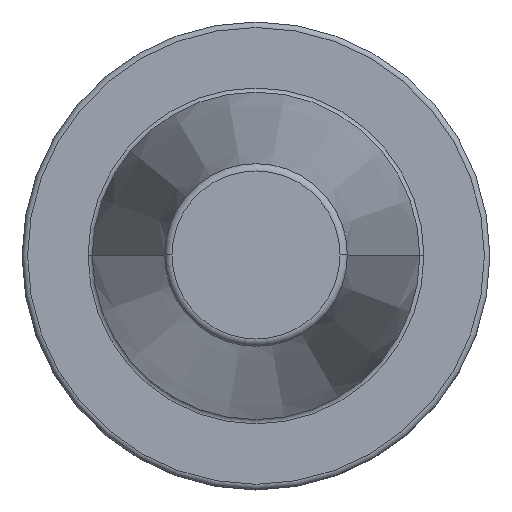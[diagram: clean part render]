
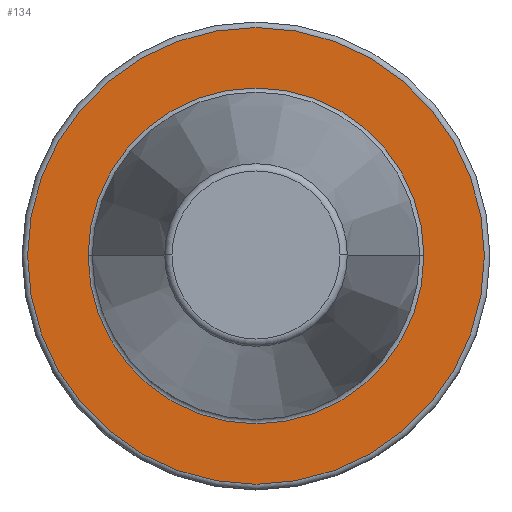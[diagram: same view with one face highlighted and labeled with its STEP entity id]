
A CAD part, top view. The second image highlights one B-rep face of the part: STEP entity #134.
In plain terms, the highlighted planar face has unit normal (0, 0, 1).
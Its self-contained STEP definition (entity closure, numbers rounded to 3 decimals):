
#97=PLANE('',#1089);
#122=FACE_BOUND('',#274,.T.);
#123=FACE_BOUND('',#275,.T.);
#134=ADVANCED_FACE('',(#122,#123),#97,.T.);
#274=EDGE_LOOP('',(#406));
#275=EDGE_LOOP('',(#407,#408));
#345=CIRCLE('',#1086,31.);
#346=CIRCLE('',#1087,22.79);
#347=CIRCLE('',#1088,22.79);
#406=ORIENTED_EDGE('',*,*,#797,.T.);
#407=ORIENTED_EDGE('',*,*,#798,.F.);
#408=ORIENTED_EDGE('',*,*,#799,.F.);
#702=VERTEX_POINT('',#1524);
#703=VERTEX_POINT('',#1526);
#704=VERTEX_POINT('',#1527);
#797=EDGE_CURVE('',#702,#702,#345,.T.);
#798=EDGE_CURVE('',#703,#704,#346,.T.);
#799=EDGE_CURVE('',#704,#703,#347,.T.);
#1086=AXIS2_PLACEMENT_3D('',#1523,#1223,#1224);
#1087=AXIS2_PLACEMENT_3D('',#1525,#1225,#1226);
#1088=AXIS2_PLACEMENT_3D('',#1528,#1227,#1228);
#1089=AXIS2_PLACEMENT_3D('',#1529,#1229,#1230);
#1223=DIRECTION('',(0.,0.,1.));
#1224=DIRECTION('',(1.,0.,0.));
#1225=DIRECTION('',(0.,0.,1.));
#1226=DIRECTION('',(1.,0.,0.));
#1227=DIRECTION('',(0.,0.,1.));
#1228=DIRECTION('',(1.,0.,0.));
#1229=DIRECTION('',(0.,0.,1.));
#1230=DIRECTION('',(-1.,0.,0.));
#1523=CARTESIAN_POINT('',(0.,0.,-3.2));
#1524=CARTESIAN_POINT('',(31.,0.,-3.2));
#1525=CARTESIAN_POINT('',(0.,0.,-3.2));
#1526=CARTESIAN_POINT('',(22.79,0.,-3.2));
#1527=CARTESIAN_POINT('',(-22.79,0.,-3.2));
#1528=CARTESIAN_POINT('',(0.,0.,-3.2));
#1529=CARTESIAN_POINT('',(0.,22.79,-3.2));
